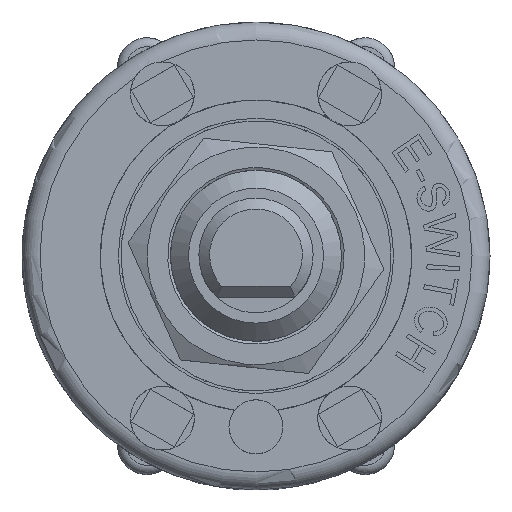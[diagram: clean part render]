
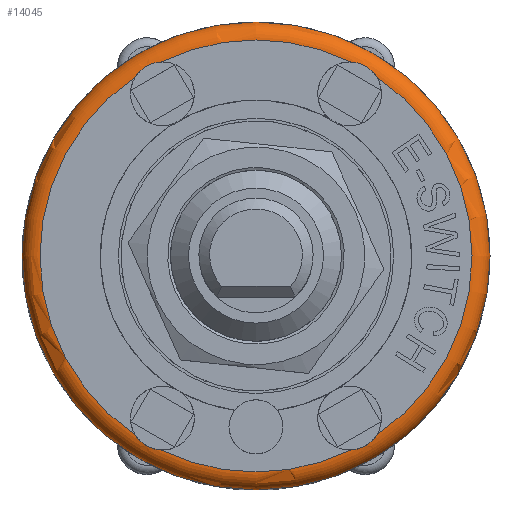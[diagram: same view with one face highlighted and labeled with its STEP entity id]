
A CAD part, top view. The second image highlights one B-rep face of the part: STEP entity #14045.
In plain terms, the highlighted toroidal (fillet/blend) face has major radius 12 mm and minor radius 1 mm.
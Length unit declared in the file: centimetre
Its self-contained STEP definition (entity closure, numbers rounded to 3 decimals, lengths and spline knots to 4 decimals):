
#30=TOROIDAL_SURFACE('',#14803,1.2,0.1);
#1152=B_SPLINE_CURVE_WITH_KNOTS('',3,(#24090,#24091,#24092,#24093,#24094,
#24095,#24096,#24097,#24098,#24099,#24100,#24101),.UNSPECIFIED.,.F.,.F.,
(4,2,2,2,2,4),(-0.2692,-0.2446,-0.216,
-0.1921,-0.1645,-0.1357),.UNSPECIFIED.);
#1153=B_SPLINE_CURVE_WITH_KNOTS('',3,(#24113,#24114,#24115,#24116,#24117,
#24118,#24119,#24120,#24121,#24122,#24123,#24124),.UNSPECIFIED.,.F.,.F.,
(4,2,2,2,2,4),(-0.2692,-0.2446,-0.216,
-0.1921,-0.1645,-0.1357),.UNSPECIFIED.);
#1154=B_SPLINE_CURVE_WITH_KNOTS('',3,(#24141,#24142,#24143,#24144,#24145,
#24146,#24147,#24148,#24149,#24150,#24151,#24152),.UNSPECIFIED.,.F.,.F.,
(4,2,2,2,2,4),(-0.2692,-0.2446,-0.216,
-0.1921,-0.1645,-0.1357),.UNSPECIFIED.);
#1155=B_SPLINE_CURVE_WITH_KNOTS('',3,(#24174,#24175,#24176,#24177,#24178,
#24179,#24180,#24181,#24182,#24183,#24184,#24185),.UNSPECIFIED.,.F.,.F.,
(4,2,2,2,2,4),(-0.2692,-0.2446,-0.216,
-0.1921,-0.1645,-0.1357),.UNSPECIFIED.);
#1817=FACE_OUTER_BOUND('',#2652,.T.);
#2652=EDGE_LOOP('',(#12720,#12721,#12722,#12723,#12724,#12725,#12726,#12727,
#12728,#12729,#12730,#12731));
#5796=CIRCLE('',#14756,1.3);
#5823=CIRCLE('',#14804,0.1);
#5824=CIRCLE('',#14805,1.2);
#5825=CIRCLE('',#14806,1.2);
#5826=CIRCLE('',#14807,1.2);
#5827=CIRCLE('',#14808,1.2);
#5828=CIRCLE('',#14809,1.2);
#7065=VERTEX_POINT('',#24052);
#7073=VERTEX_POINT('',#24088);
#7074=VERTEX_POINT('',#24089);
#7077=VERTEX_POINT('',#24111);
#7078=VERTEX_POINT('',#24112);
#7083=VERTEX_POINT('',#24139);
#7084=VERTEX_POINT('',#24140);
#7091=VERTEX_POINT('',#24172);
#7092=VERTEX_POINT('',#24173);
#7095=VERTEX_POINT('',#24195);
#9000=EDGE_CURVE('',#7065,#7065,#5796,.T.);
#9018=EDGE_CURVE('',#7073,#7074,#1152,.T.);
#9024=EDGE_CURVE('',#7077,#7078,#1153,.T.);
#9032=EDGE_CURVE('',#7083,#7084,#1154,.T.);
#9042=EDGE_CURVE('',#7091,#7092,#1155,.T.);
#9048=EDGE_CURVE('',#7065,#7095,#5823,.T.);
#9049=EDGE_CURVE('',#7095,#7083,#5824,.T.);
#9050=EDGE_CURVE('',#7084,#7077,#5825,.T.);
#9051=EDGE_CURVE('',#7078,#7073,#5826,.T.);
#9052=EDGE_CURVE('',#7074,#7091,#5827,.T.);
#9053=EDGE_CURVE('',#7092,#7095,#5828,.T.);
#12720=ORIENTED_EDGE('',*,*,#9000,.T.);
#12721=ORIENTED_EDGE('',*,*,#9048,.T.);
#12722=ORIENTED_EDGE('',*,*,#9049,.T.);
#12723=ORIENTED_EDGE('',*,*,#9032,.T.);
#12724=ORIENTED_EDGE('',*,*,#9050,.T.);
#12725=ORIENTED_EDGE('',*,*,#9024,.T.);
#12726=ORIENTED_EDGE('',*,*,#9051,.T.);
#12727=ORIENTED_EDGE('',*,*,#9018,.T.);
#12728=ORIENTED_EDGE('',*,*,#9052,.T.);
#12729=ORIENTED_EDGE('',*,*,#9042,.T.);
#12730=ORIENTED_EDGE('',*,*,#9053,.T.);
#12731=ORIENTED_EDGE('',*,*,#9048,.F.);
#14045=ADVANCED_FACE('',(#1817),#30,.T.);
#14756=AXIS2_PLACEMENT_3D('',#24053,#17464,#17465);
#14803=AXIS2_PLACEMENT_3D('',#24194,#17575,#17576);
#14804=AXIS2_PLACEMENT_3D('',#24196,#17577,#17578);
#14805=AXIS2_PLACEMENT_3D('',#24197,#17579,#17580);
#14806=AXIS2_PLACEMENT_3D('',#24198,#17581,#17582);
#14807=AXIS2_PLACEMENT_3D('',#24199,#17583,#17584);
#14808=AXIS2_PLACEMENT_3D('',#24200,#17585,#17586);
#14809=AXIS2_PLACEMENT_3D('',#24201,#17587,#17588);
#17464=DIRECTION('center_axis',(0.,0.,1.));
#17465=DIRECTION('ref_axis',(-1.,0.,0.));
#17575=DIRECTION('center_axis',(0.,0.,-1.));
#17576=DIRECTION('ref_axis',(-1.,0.,0.));
#17577=DIRECTION('center_axis',(0.,-1.,0.));
#17578=DIRECTION('ref_axis',(1.,0.,0.));
#17579=DIRECTION('center_axis',(0.,0.,-1.));
#17580=DIRECTION('ref_axis',(-1.,0.,0.));
#17581=DIRECTION('center_axis',(0.,0.,-1.));
#17582=DIRECTION('ref_axis',(-1.,0.,0.));
#17583=DIRECTION('center_axis',(0.,0.,-1.));
#17584=DIRECTION('ref_axis',(-1.,0.,0.));
#17585=DIRECTION('center_axis',(0.,0.,-1.));
#17586=DIRECTION('ref_axis',(-1.,0.,0.));
#17587=DIRECTION('center_axis',(0.,0.,-1.));
#17588=DIRECTION('ref_axis',(-1.,0.,0.));
#24052=CARTESIAN_POINT('',(1.3,0.,0.95));
#24053=CARTESIAN_POINT('Origin',(0.,0.,0.95));
#24088=CARTESIAN_POINT('',(-0.67,0.9955,1.05));
#24089=CARTESIAN_POINT('',(-0.5271,1.078,1.05));
#24090=CARTESIAN_POINT('Ctrl Pts',(-0.67,0.9955,
1.05));
#24091=CARTESIAN_POINT('Ctrl Pts',(-0.6646,1.0041,
1.05));
#24092=CARTESIAN_POINT('Ctrl Pts',(-0.6583,1.0124,
1.0498));
#24093=CARTESIAN_POINT('Ctrl Pts',(-0.6428,1.0294,
1.0491));
#24094=CARTESIAN_POINT('Ctrl Pts',(-0.6335,1.0377,
1.0488));
#24095=CARTESIAN_POINT('Ctrl Pts',(-0.615,1.051,1.0484));
#24096=CARTESIAN_POINT('Ctrl Pts',(-0.6061,1.0563,
1.0484));
#24097=CARTESIAN_POINT('Ctrl Pts',(-0.5859,1.0659,1.0487));
#24098=CARTESIAN_POINT('Ctrl Pts',(-0.5747,1.07,1.049));
#24099=CARTESIAN_POINT('Ctrl Pts',(-0.551,1.0759,1.0497));
#24100=CARTESIAN_POINT('Ctrl Pts',(-0.539,1.0775,
1.05));
#24101=CARTESIAN_POINT('Ctrl Pts',(-0.5271,1.078,
1.05));
#24111=CARTESIAN_POINT('',(-0.5271,-1.078,1.05));
#24112=CARTESIAN_POINT('',(-0.67,-0.9955,1.05));
#24113=CARTESIAN_POINT('Ctrl Pts',(-0.5271,-1.078,
1.05));
#24114=CARTESIAN_POINT('Ctrl Pts',(-0.5373,-1.0776,
1.05));
#24115=CARTESIAN_POINT('Ctrl Pts',(-0.5476,-1.0763,
1.0498));
#24116=CARTESIAN_POINT('Ctrl Pts',(-0.5701,-1.0714,1.0491));
#24117=CARTESIAN_POINT('Ctrl Pts',(-0.5819,-1.0675,
1.0488));
#24118=CARTESIAN_POINT('Ctrl Pts',(-0.6027,-1.0581,
1.0484));
#24119=CARTESIAN_POINT('Ctrl Pts',(-0.6117,-1.053,
1.0484));
#24120=CARTESIAN_POINT('Ctrl Pts',(-0.6301,-1.0404,
1.0487));
#24121=CARTESIAN_POINT('Ctrl Pts',(-0.6393,-1.0327,
1.049));
#24122=CARTESIAN_POINT('Ctrl Pts',(-0.6562,-1.0151,
1.0497));
#24123=CARTESIAN_POINT('Ctrl Pts',(-0.6637,-1.0055,
1.05));
#24124=CARTESIAN_POINT('Ctrl Pts',(-0.67,-0.9955,
1.05));
#24139=CARTESIAN_POINT('',(0.67,-0.9955,1.05));
#24140=CARTESIAN_POINT('',(0.5271,-1.078,1.05));
#24141=CARTESIAN_POINT('Ctrl Pts',(0.67,-0.9955,
1.05));
#24142=CARTESIAN_POINT('Ctrl Pts',(0.6646,-1.0041,
1.05));
#24143=CARTESIAN_POINT('Ctrl Pts',(0.6583,-1.0124,
1.0498));
#24144=CARTESIAN_POINT('Ctrl Pts',(0.6428,-1.0294,
1.0491));
#24145=CARTESIAN_POINT('Ctrl Pts',(0.6335,-1.0377,
1.0488));
#24146=CARTESIAN_POINT('Ctrl Pts',(0.615,-1.051,
1.0484));
#24147=CARTESIAN_POINT('Ctrl Pts',(0.6061,-1.0563,
1.0484));
#24148=CARTESIAN_POINT('Ctrl Pts',(0.5859,-1.0659,1.0487));
#24149=CARTESIAN_POINT('Ctrl Pts',(0.5747,-1.07,1.049));
#24150=CARTESIAN_POINT('Ctrl Pts',(0.551,-1.0759,
1.0497));
#24151=CARTESIAN_POINT('Ctrl Pts',(0.539,-1.0775,
1.05));
#24152=CARTESIAN_POINT('Ctrl Pts',(0.5271,-1.078,
1.05));
#24172=CARTESIAN_POINT('',(0.5271,1.078,1.05));
#24173=CARTESIAN_POINT('',(0.67,0.9955,1.05));
#24174=CARTESIAN_POINT('Ctrl Pts',(0.5271,1.078,1.05));
#24175=CARTESIAN_POINT('Ctrl Pts',(0.5373,1.0776,1.05));
#24176=CARTESIAN_POINT('Ctrl Pts',(0.5476,1.0763,1.0498));
#24177=CARTESIAN_POINT('Ctrl Pts',(0.5701,1.0714,1.0491));
#24178=CARTESIAN_POINT('Ctrl Pts',(0.5819,1.0675,1.0488));
#24179=CARTESIAN_POINT('Ctrl Pts',(0.6027,1.0581,1.0484));
#24180=CARTESIAN_POINT('Ctrl Pts',(0.6117,1.053,1.0484));
#24181=CARTESIAN_POINT('Ctrl Pts',(0.6301,1.0404,1.0487));
#24182=CARTESIAN_POINT('Ctrl Pts',(0.6393,1.0327,1.049));
#24183=CARTESIAN_POINT('Ctrl Pts',(0.6562,1.0151,1.0497));
#24184=CARTESIAN_POINT('Ctrl Pts',(0.6637,1.0055,1.05));
#24185=CARTESIAN_POINT('Ctrl Pts',(0.67,0.9955,
1.05));
#24194=CARTESIAN_POINT('Origin',(0.,0.,0.95));
#24195=CARTESIAN_POINT('',(1.2,0.,1.05));
#24196=CARTESIAN_POINT('Origin',(1.2,0.,0.95));
#24197=CARTESIAN_POINT('Origin',(0.,0.,1.05));
#24198=CARTESIAN_POINT('Origin',(0.,0.,1.05));
#24199=CARTESIAN_POINT('Origin',(0.,0.,1.05));
#24200=CARTESIAN_POINT('Origin',(0.,0.,1.05));
#24201=CARTESIAN_POINT('Origin',(0.,0.,1.05));
